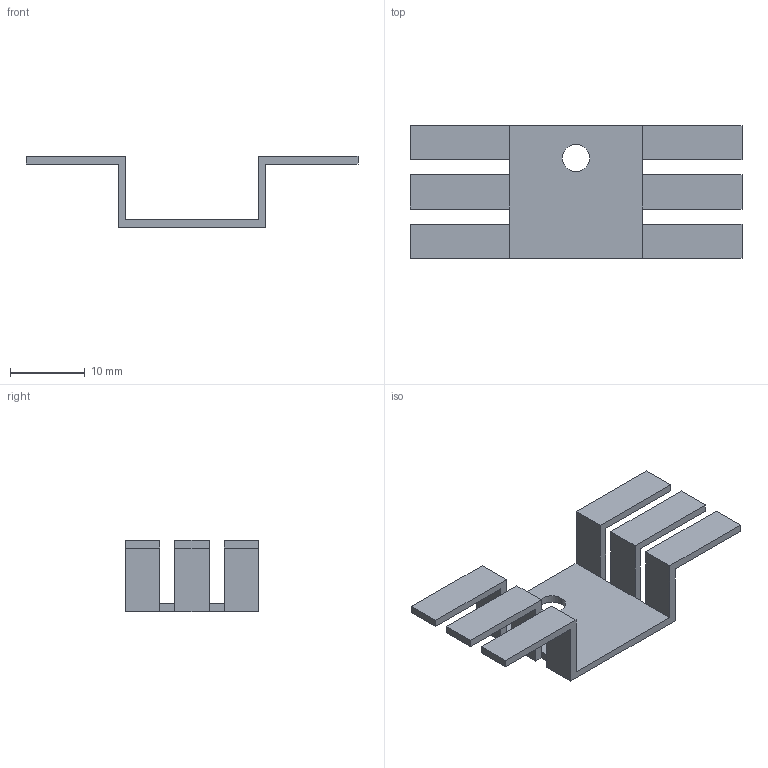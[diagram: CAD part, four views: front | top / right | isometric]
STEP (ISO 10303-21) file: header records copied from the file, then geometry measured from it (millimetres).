
FILE_DESCRIPTION((''),'2;1');
FILE_NAME('Aavid_5070.stp','2019-12-19T20:03:54',('XPMUser'),(''),'Autodesk Inventor (tm) 5.3','Autodesk Inventor (tm) 5.3','');
FILE_SCHEMA(('AUTOMOTIVE_DESIGN { 1 2 10303 214 0 1 1 1 }'));
Length unit declared in the file: inch
Products named in the file (1): Aavid_5070
Bounding box: 44.45 x 17.78 x 9.53 mm (x, y, z)
Volume: 919.3 mm3; surface area: 2159.9 mm2
Topology: 1 solids, 1 shells, 48 faces, 130 edges, 84 vertices
Faces by surface type: plane 46, bspline 2
Entity records: 1529 total; most frequent: CARTESIAN_POINT 297, ORIENTED_EDGE 260, DIRECTION 228, EDGE_CURVE 130, VECTOR 126, LINE 126, VERTEX_POINT 84, AXIS2_PLACEMENT_3D 51
